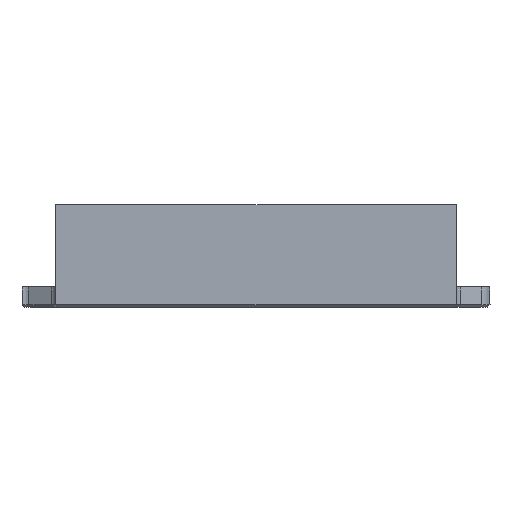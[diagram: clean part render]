
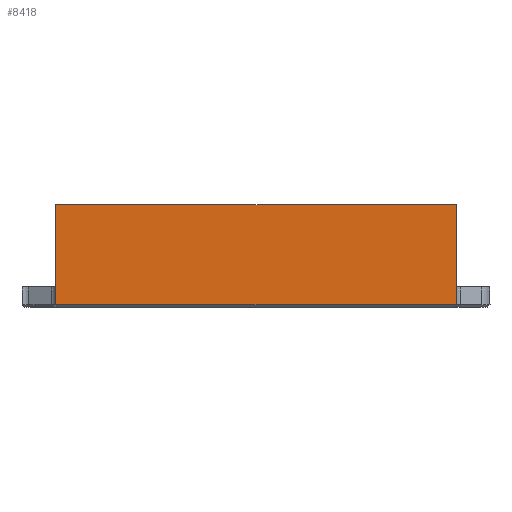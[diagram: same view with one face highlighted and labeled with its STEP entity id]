
A CAD part, front view. The second image highlights one B-rep face of the part: STEP entity #8418.
In plain terms, the highlighted planar face has unit normal (0, -1, 0).
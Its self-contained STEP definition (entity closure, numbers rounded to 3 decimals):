
#912=FACE_OUTER_BOUND('',#1379,.T.);
#1379=EDGE_LOOP('',(#6832,#6833,#6834,#6835));
#2057=LINE('',#13693,#2894);
#2115=LINE('',#13883,#2952);
#2117=LINE('',#13887,#2954);
#2118=LINE('',#13888,#2955);
#2894=VECTOR('',#10865,10.);
#2952=VECTOR('',#11005,10.);
#2954=VECTOR('',#11009,10.);
#2955=VECTOR('',#11010,10.);
#3593=VERTEX_POINT('',#12900);
#3767=VERTEX_POINT('',#13691);
#3858=VERTEX_POINT('',#13882);
#3859=VERTEX_POINT('',#13886);
#4827=EDGE_CURVE('',#3593,#3767,#2057,.T.);
#4921=EDGE_CURVE('',#3593,#3858,#2115,.T.);
#4923=EDGE_CURVE('',#3859,#3767,#2117,.T.);
#4924=EDGE_CURVE('',#3859,#3858,#2118,.T.);
#6832=ORIENTED_EDGE('',*,*,#4923,.F.);
#6833=ORIENTED_EDGE('',*,*,#4924,.T.);
#6834=ORIENTED_EDGE('',*,*,#4921,.F.);
#6835=ORIENTED_EDGE('',*,*,#4827,.T.);
#8051=PLANE('',#9156);
#8418=ADVANCED_FACE('',(#912),#8051,.T.);
#9156=AXIS2_PLACEMENT_3D('',#13885,#11007,#11008);
#10865=DIRECTION('',(0.,0.,1.));
#11005=DIRECTION('',(-1.,0.,0.));
#11007=DIRECTION('center_axis',(0.,-1.,0.));
#11008=DIRECTION('ref_axis',(0.,0.,
-1.));
#11009=DIRECTION('',(1.,0.,0.));
#11010=DIRECTION('',(0.,0.,-1.));
#12900=CARTESIAN_POINT('',(29.2,-20.,0.4));
#13691=CARTESIAN_POINT('',(29.2,-20.,15.));
#13693=CARTESIAN_POINT('',(29.2,-20.,7.5));
#13882=CARTESIAN_POINT('',(-29.2,-20.,0.4));
#13883=CARTESIAN_POINT('',(-99.,-20.,0.4));
#13885=CARTESIAN_POINT('Origin',(-99.,-20.,15.));
#13886=CARTESIAN_POINT('',(-29.2,-20.,15.));
#13887=CARTESIAN_POINT('',(-99.,-20.,15.));
#13888=CARTESIAN_POINT('',(-29.2,-20.,7.5));
